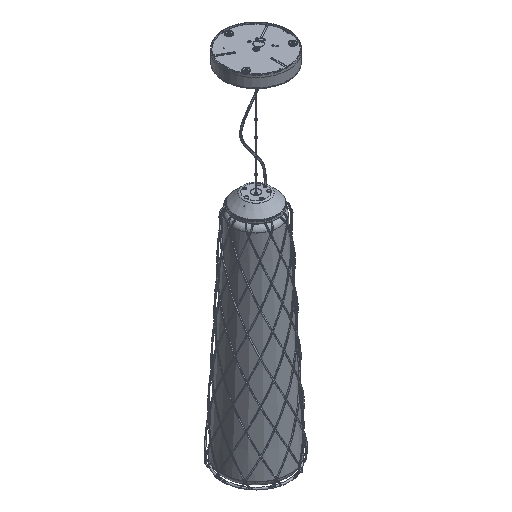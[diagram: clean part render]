
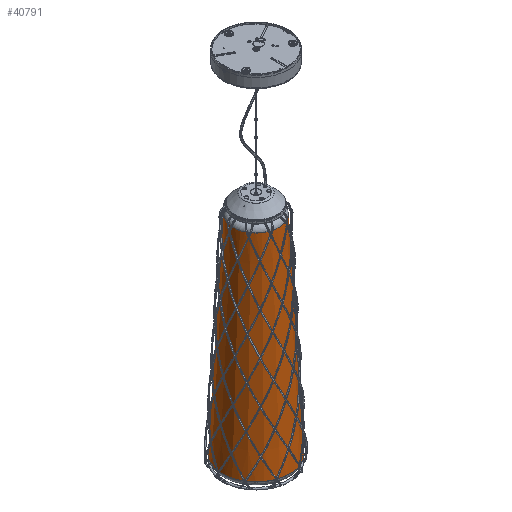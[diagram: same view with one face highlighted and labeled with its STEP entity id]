
A CAD part, isometric view. The second image highlights one B-rep face of the part: STEP entity #40791.
In plain terms, the highlighted conical face has half-angle 2.966 degrees and reference radius 130.506 mm.
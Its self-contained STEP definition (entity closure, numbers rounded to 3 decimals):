
#1183=CONICAL_SURFACE('',#46436,130.506,0.052);
#3672=FACE_OUTER_BOUND('',#6009,.T.);
#6009=EDGE_LOOP('',(#33165,#33166,#33167,#33168,#33169));
#8623=LINE('',#68752,#11261);
#11261=VECTOR('',#55953,130.506);
#14411=CIRCLE('',#46419,105.105);
#14423=CIRCLE('',#46437,71.489);
#14424=CIRCLE('',#46438,71.489);
#18199=VERTEX_POINT('',#68720);
#18210=VERTEX_POINT('',#68751);
#18211=VERTEX_POINT('',#68753);
#23519=EDGE_CURVE('',#18199,#18199,#14411,.F.);
#23533=EDGE_CURVE('',#18199,#18210,#8623,.T.);
#23534=EDGE_CURVE('',#18210,#18211,#14423,.T.);
#23535=EDGE_CURVE('',#18211,#18210,#14424,.T.);
#33165=ORIENTED_EDGE('',*,*,#23519,.F.);
#33166=ORIENTED_EDGE('',*,*,#23533,.T.);
#33167=ORIENTED_EDGE('',*,*,#23534,.T.);
#33168=ORIENTED_EDGE('',*,*,#23535,.T.);
#33169=ORIENTED_EDGE('',*,*,#23533,.F.);
#40791=ADVANCED_FACE('',(#3672),#1183,.T.);
#46419=AXIS2_PLACEMENT_3D('',#68721,#55915,#55916);
#46436=AXIS2_PLACEMENT_3D('',#68750,#55951,#55952);
#46437=AXIS2_PLACEMENT_3D('',#68754,#55954,#55955);
#46438=AXIS2_PLACEMENT_3D('',#68755,#55956,#55957);
#55915=DIRECTION('center_axis',(0.,0.,1.));
#55916=DIRECTION('ref_axis',(1.,0.,0.));
#55951=DIRECTION('center_axis',(0.,0.,-1.));
#55952=DIRECTION('ref_axis',(-1.,0.,0.));
#55953=DIRECTION('',(-0.052,0.,0.999));
#55954=DIRECTION('center_axis',(0.,0.,-1.));
#55955=DIRECTION('ref_axis',(-1.,0.,0.));
#55956=DIRECTION('center_axis',(0.,0.,-1.));
#55957=DIRECTION('ref_axis',(-1.,0.,0.));
#68720=CARTESIAN_POINT('',(105.105,0.,490.));
#68721=CARTESIAN_POINT('Origin',(0.,0.,490.));
#68750=CARTESIAN_POINT('Origin',(0.,0.,-0.233));
#68751=CARTESIAN_POINT('',(71.489,0.,1138.802));
#68752=CARTESIAN_POINT('',(130.506,0.,-0.233));
#68753=CARTESIAN_POINT('',(-71.489,0.,1138.802));
#68754=CARTESIAN_POINT('Origin',(0.,0.,1138.802));
#68755=CARTESIAN_POINT('Origin',(0.,0.,1138.802));
